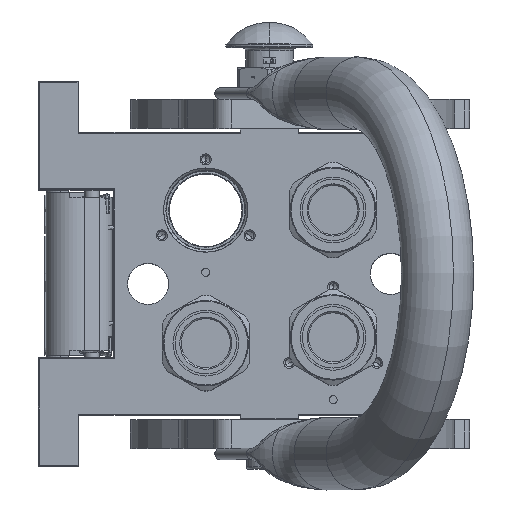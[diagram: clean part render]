
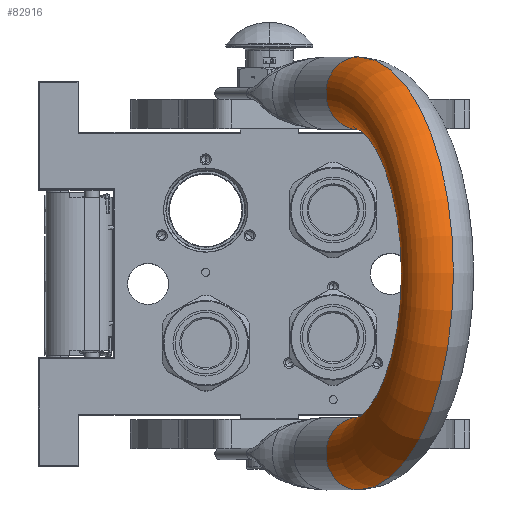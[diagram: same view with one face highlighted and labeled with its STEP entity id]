
A CAD part, top view. The second image highlights one B-rep face of the part: STEP entity #82916.
In plain terms, the highlighted toroidal (fillet/blend) face has major radius 62.25 mm and minor radius 12.5 mm.
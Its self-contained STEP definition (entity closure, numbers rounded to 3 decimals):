
#286 = AXIS2_PLACEMENT_3D ( 'NONE', #88363, #11689, #12093 ) ;
#288 = VERTEX_POINT ( 'NONE', #62560 ) ;
#2604 = CARTESIAN_POINT ( 'NONE',  ( 0., 0., 25.25 ) ) ;
#10890 = ORIENTED_EDGE ( 'NONE', *, *, #106183, .F. ) ;
#11672 = FACE_OUTER_BOUND ( 'NONE', #40262, .T. ) ;
#11689 = DIRECTION ( 'NONE',  ( 0., 1., 0. ) ) ;
#12093 = DIRECTION ( 'NONE',  ( -1., 0., 0. ) ) ;
#12252 = DIRECTION ( 'NONE',  ( 1., 0., 0. ) ) ;
#16859 = VERTEX_POINT ( 'NONE', #111137 ) ;
#23873 = TOROIDAL_SURFACE ( 'NONE', #40512, 62.25, 12.5 ) ;
#24336 = ORIENTED_EDGE ( 'NONE', *, *, #30836, .T. ) ;
#24977 = AXIS2_PLACEMENT_3D ( 'NONE', #74409, #55615, #95627 ) ;
#30836 = EDGE_CURVE ( 'NONE', #33710, #288, #98893, .T. ) ;
#33081 = CARTESIAN_POINT ( 'NONE',  ( 62.25, 0., 25.25 ) ) ;
#33710 = VERTEX_POINT ( 'NONE', #86921 ) ;
#36516 = DIRECTION ( 'NONE',  ( 0., 1., 0. ) ) ;
#37232 = CIRCLE ( 'NONE', #71614, 12.5 ) ;
#40262 = EDGE_LOOP ( 'NONE', ( #89709, #10890, #61922, #24336 ) ) ;
#40512 = AXIS2_PLACEMENT_3D ( 'NONE', #2604, #91571, #60931 ) ;
#41138 = CARTESIAN_POINT ( 'NONE',  ( 74.75, 0., 25.25 ) ) ;
#45051 = CARTESIAN_POINT ( 'NONE',  ( 0., 0., 25.25 ) ) ;
#54208 = CIRCLE ( 'NONE', #286, 74.75 ) ;
#55144 = AXIS2_PLACEMENT_3D ( 'NONE', #45051, #36516, #123493 ) ;
#55615 = DIRECTION ( 'NONE',  ( 0., 0., 1. ) ) ;
#60931 = DIRECTION ( 'NONE',  ( 1., 0., 0. ) ) ;
#61922 = ORIENTED_EDGE ( 'NONE', *, *, #114413, .F. ) ;
#62075 = DIRECTION ( 'NONE',  ( 0., 0., -1. ) ) ;
#62560 = CARTESIAN_POINT ( 'NONE',  ( -49.75, 0., 25.25 ) ) ;
#69367 = VERTEX_POINT ( 'NONE', #41138 ) ;
#71614 = AXIS2_PLACEMENT_3D ( 'NONE', #33081, #62075, #12252 ) ;
#74409 = CARTESIAN_POINT ( 'NONE',  ( -62.25, 0., 25.25 ) ) ;
#82916 = ADVANCED_FACE ( 'NONE', ( #11672 ), #23873, .T. ) ;
#86921 = CARTESIAN_POINT ( 'NONE',  ( -74.75, 0., 25.25 ) ) ;
#88363 = CARTESIAN_POINT ( 'NONE',  ( 0., 0., 25.25 ) ) ;
#89709 = ORIENTED_EDGE ( 'NONE', *, *, #115392, .T. ) ;
#91571 = DIRECTION ( 'NONE',  ( 0., 1., 0. ) ) ;
#95627 = DIRECTION ( 'NONE',  ( -1., 0., 0. ) ) ;
#98893 = CIRCLE ( 'NONE', #24977, 12.5 ) ;
#99717 = CIRCLE ( 'NONE', #55144, 49.75 ) ;
#106183 = EDGE_CURVE ( 'NONE', #69367, #16859, #37232, .T. ) ;
#111137 = CARTESIAN_POINT ( 'NONE',  ( 49.75, 0., 25.25 ) ) ;
#114413 = EDGE_CURVE ( 'NONE', #33710, #69367, #54208, .T. ) ;
#115392 = EDGE_CURVE ( 'NONE', #288, #16859, #99717, .T. ) ;
#123493 = DIRECTION ( 'NONE',  ( -1., 0., 0. ) ) ;
